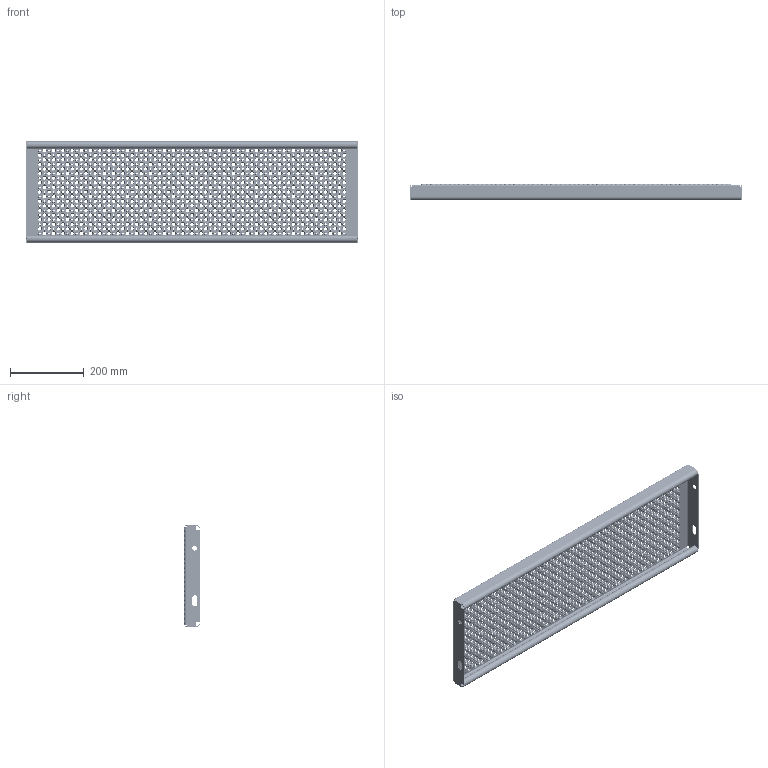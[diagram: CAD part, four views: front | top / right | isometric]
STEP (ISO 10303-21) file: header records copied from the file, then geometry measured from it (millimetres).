
FILE_DESCRIPTION (( 'STEP AP203' ), '1' );
FILE_NAME ('00000_ACHILTRIN_275x900x45_M_OPTRÆK.STEP', '2011-08-10T12:04:50', ( 'JKJ' ), ( '' ), 'SwSTEP 2.0', 'SolidWorks 2011', '' );
FILE_SCHEMA (( 'CONFIG_CONTROL_DESIGN' ));
Products named in the file (1): 00000_ACHILTRIN_275x900x45_M_OPTRÆK
Bounding box: 900 x 45 x 275 mm (x, y, z)
Volume: 815967.5 mm3; surface area: 863532.8 mm2
Topology: 1 solids, 1 shells, 9931 faces, 22712 edges, 14190 vertices
Faces by surface type: cone 5628, cylinder 2850, plane 1445, bspline 8
Entity records: 289985 total; most frequent: DIRECTION 56654, CARTESIAN_POINT 47426, ORIENTED_EDGE 45424, AXIS2_PLACEMENT_3D 24050, EDGE_CURVE 22712, VERTEX_POINT 14190, EDGE_LOOP 14160, CIRCLE 14126
